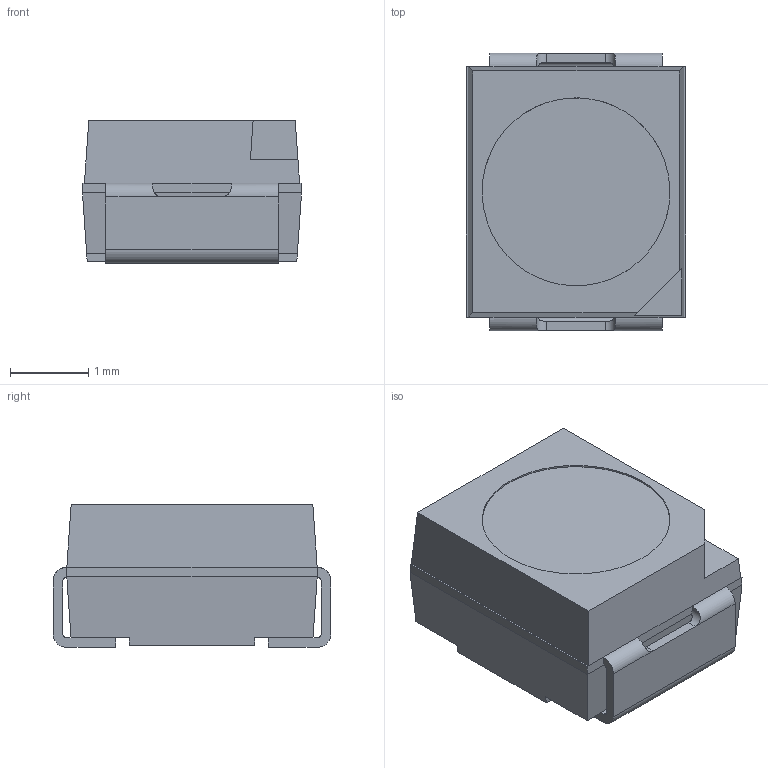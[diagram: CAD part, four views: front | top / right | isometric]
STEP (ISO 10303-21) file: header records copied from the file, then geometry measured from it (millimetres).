
FILE_DESCRIPTION (( 'STEP AP203' ), '1' );
FILE_NAME ('LCB_TTSD_180914_geometry.STEP', '2014-09-18T08:55:28', ( '' ), ( '' ), 'SwSTEP 2.0', 'SolidWorks 2010', '' );
FILE_SCHEMA (( 'CONFIG_CONTROL_DESIGN' ));
Length unit declared in the file: inch
Products named in the file (1): LCB_TTSD_180914_geometry
Bounding box: 2.8 x 3.55 x 1.82 mm (x, y, z)
Volume: 15.7 mm3; surface area: 47.7 mm2
Topology: 1 solids, 1 shells, 65 faces, 174 edges, 104 vertices
Faces by surface type: plane 47, cylinder 16, bspline 2
Entity records: 2587 total; most frequent: CARTESIAN_POINT 902, ORIENTED_EDGE 348, DIRECTION 314, EDGE_CURVE 174, VECTOR 138, LINE 138, VERTEX_POINT 104, AXIS2_PLACEMENT_3D 88
